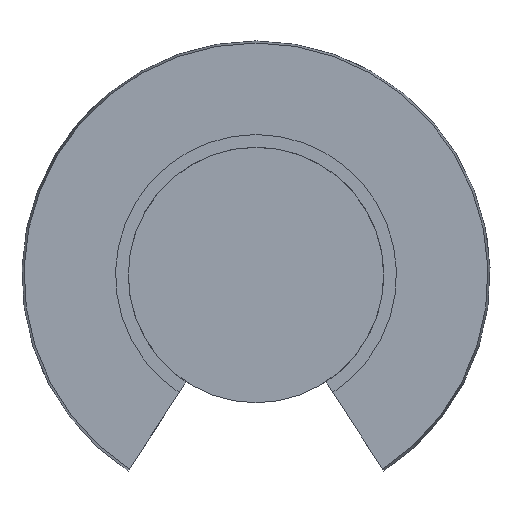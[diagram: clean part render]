
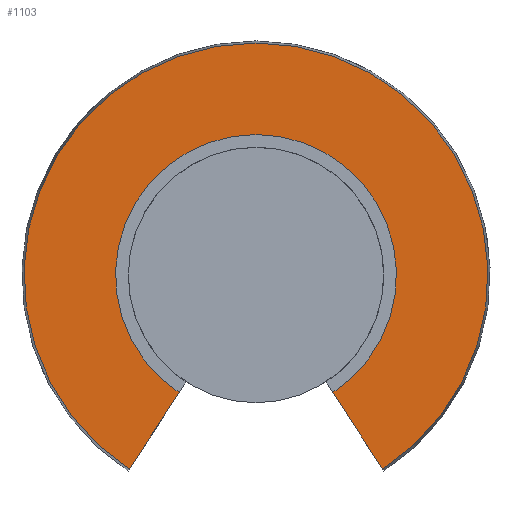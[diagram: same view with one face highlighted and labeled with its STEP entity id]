
A CAD part, front view. The second image highlights one B-rep face of the part: STEP entity #1103.
In plain terms, the highlighted planar face has unit normal (0, -1, 0).
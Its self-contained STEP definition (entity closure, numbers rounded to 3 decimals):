
#797=CARTESIAN_POINT('',(5.955,-16.,-9.13));
#798=VERTEX_POINT('',#797);
#805=CARTESIAN_POINT('',(3.613,-16.,-5.523));
#806=VERTEX_POINT('',#805);
#807=CARTESIAN_POINT('',(3.613,-16.,-5.523));
#808=DIRECTION('',(0.545,0.0,-0.839));
#809=VECTOR('',#808,4.3);
#810=LINE('',#807,#809);
#811=EDGE_CURVE('',#806,#798,#810,.T.);
#899=CARTESIAN_POINT('',(-3.613,-16.,-5.523));
#900=VERTEX_POINT('',#899);
#907=CARTESIAN_POINT('',(-5.955,-16.,-9.13));
#908=VERTEX_POINT('',#907);
#909=CARTESIAN_POINT('',(-5.955,-16.,-9.13));
#910=DIRECTION('',(0.545,0.0,0.839));
#911=VECTOR('',#910,4.3);
#912=LINE('',#909,#911);
#913=EDGE_CURVE('',#908,#900,#912,.T.);
#1074=CARTESIAN_POINT('',(0.0,-16.,0.0));
#1075=DIRECTION('',(0.0,1.0,0.0));
#1076=DIRECTION('',(-1.0,0.0,0.0));
#1077=AXIS2_PLACEMENT_3D('',#1074,#1075,#1076);
#1078=CIRCLE('',#1077,6.6);
#1079=EDGE_CURVE('',#900,#806,#1078,.T.);
#1086=CARTESIAN_POINT('',(-8.75,-16.,0.0));
#1087=DIRECTION('',(0.0,-1.0,0.0));
#1088=DIRECTION('',(0.0,0.0,-1.0));
#1089=AXIS2_PLACEMENT_3D('',#1086,#1087,#1088);
#1090=PLANE('',#1089);
#1091=ORIENTED_EDGE('',*,*,#811,.T.);
#1092=CARTESIAN_POINT('',(0.0,-16.,0.0));
#1093=DIRECTION('',(0.0,1.0,0.0));
#1094=DIRECTION('',(-1.0,0.0,0.0));
#1095=AXIS2_PLACEMENT_3D('',#1092,#1093,#1094);
#1096=CIRCLE('',#1095,10.9);
#1097=EDGE_CURVE('',#908,#798,#1096,.T.);
#1098=ORIENTED_EDGE('',*,*,#1097,.F.);
#1099=ORIENTED_EDGE('',*,*,#913,.T.);
#1100=ORIENTED_EDGE('',*,*,#1079,.T.);
#1101=EDGE_LOOP('',(#1091,#1098,#1099,#1100));
#1102=FACE_OUTER_BOUND('',#1101,.T.);
#1103=ADVANCED_FACE('',(#1102),#1090,.T.);
